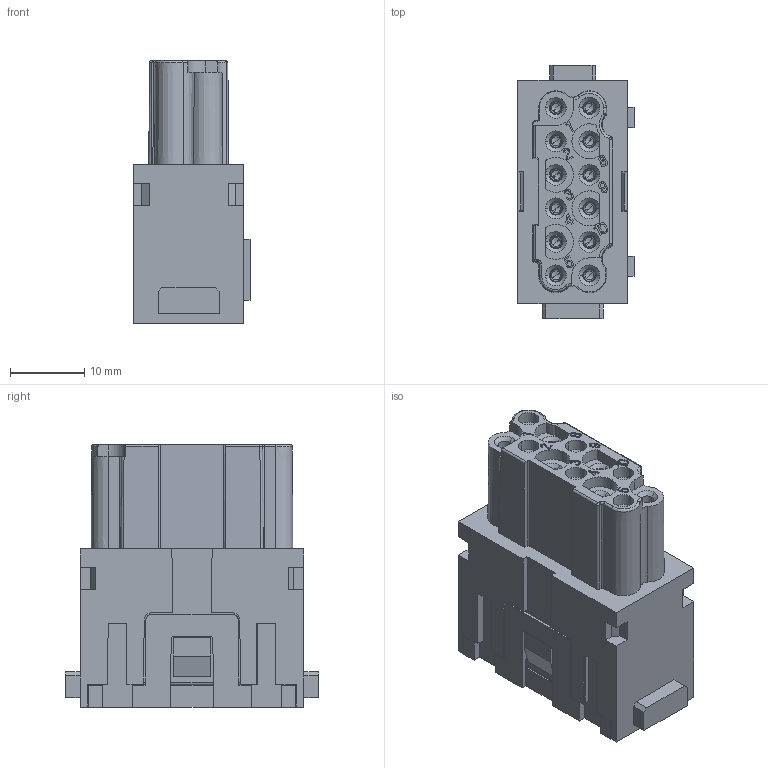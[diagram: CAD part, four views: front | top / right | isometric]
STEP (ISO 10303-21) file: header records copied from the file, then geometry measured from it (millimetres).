
FILE_DESCRIPTION(('Creo Elements/Direct Modeling STEP Export'),'2;1');
FILE_NAME('37jbk2e5pr430c44636','2023-03-22T 8:12:04',(''),(''),'Creo Elements/Direct Modeling STEP processor for AP214 (Solid Model)','Creo Elements/Direct Modeling 20.1B 02-Apr-2019 (C) Parametric Technology GmbH','');
FILE_SCHEMA(('AUTOMOTIVE_DESIGN { 1 0 10303 214 1 1 1 1 }'));
Products named in the file (2): CX 12 DYF
Assembly tree (1 placements, depth 2):
  CX 12 DYF
    CX 12 DYF
Bounding box: 15.6 x 34 x 35.3 mm (x, y, z)
Volume: 11388.1 mm3; surface area: 8902.5 mm2
Topology: 1 solids, 1 shells, 2123 faces, 5739 edges, 3644 vertices
Faces by surface type: plane 1181, cylinder 486, cone 248, torus 172, sphere 24, bspline 12
Entity records: 87751 total; most frequent: CARTESIAN_POINT 18560, ORIENTED_EDGE 11384, DIRECTION 10397, EDGE_CURVE 5690, VERTEX_POINT 3644, VECTOR 3571, LINE 3571, AXIS2_PLACEMENT_3D 3413
